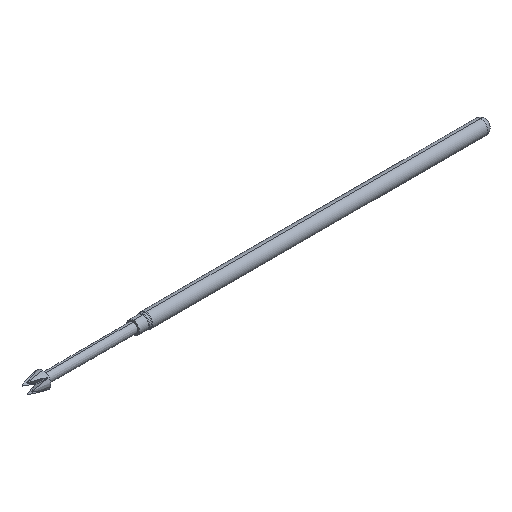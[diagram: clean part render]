
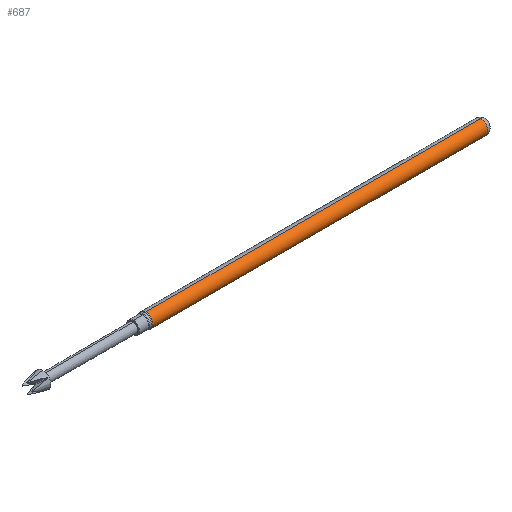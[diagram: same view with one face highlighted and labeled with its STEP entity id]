
A CAD part, isometric view. The second image highlights one B-rep face of the part: STEP entity #687.
In plain terms, the highlighted cylindrical face has radius 0.51 mm (diameter 1.021 mm), a partial arc.
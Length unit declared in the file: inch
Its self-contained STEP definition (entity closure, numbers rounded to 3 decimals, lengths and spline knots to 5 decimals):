
#190 = CARTESIAN_POINT ( 'NONE',  ( 0.98552, 0., -0.0201 ) ) ;
#309 = DIRECTION ( 'NONE',  ( -1., 0., 0. ) ) ;
#577 = VERTEX_POINT ( 'NONE', #3715 ) ;
#687 = ADVANCED_FACE ( 'NONE', ( #1211 ), #1498, .T. ) ;
#695 = AXIS2_PLACEMENT_3D ( 'NONE', #1752, #4004, #1710 ) ;
#827 = VECTOR ( 'NONE', #309, 39.37008 ) ;
#870 = AXIS2_PLACEMENT_3D ( 'NONE', #2539, #1863, #2835 ) ;
#881 = AXIS2_PLACEMENT_3D ( 'NONE', #1552, #3204, #2850 ) ;
#1211 = FACE_OUTER_BOUND ( 'NONE', #3526, .T. ) ;
#1228 = CARTESIAN_POINT ( 'NONE',  ( 0.036, 0., -0.0201 ) ) ;
#1288 = CIRCLE ( 'NONE', #881, 0.0201 ) ;
#1316 = DIRECTION ( 'NONE',  ( -1., 0., 0. ) ) ;
#1498 = CYLINDRICAL_SURFACE ( 'NONE', #870, 0.0201 ) ;
#1552 = CARTESIAN_POINT ( 'NONE',  ( 0.98552, 0., 0. ) ) ;
#1677 = VERTEX_POINT ( 'NONE', #190 ) ;
#1710 = DIRECTION ( 'NONE',  ( 0., 0., 1. ) ) ;
#1752 = CARTESIAN_POINT ( 'NONE',  ( 0.036, 0., 0. ) ) ;
#1777 = VERTEX_POINT ( 'NONE', #1228 ) ;
#1804 = VERTEX_POINT ( 'NONE', #3057 ) ;
#1863 = DIRECTION ( 'NONE',  ( -1., 0., 0. ) ) ;
#1898 = CARTESIAN_POINT ( 'NONE',  ( 0., 0., -0.0201 ) ) ;
#1949 = ORIENTED_EDGE ( 'NONE', *, *, #2980, .T. ) ;
#1959 = CARTESIAN_POINT ( 'NONE',  ( 0., 0., 0.0201 ) ) ;
#2234 = VECTOR ( 'NONE', #1316, 39.37008 ) ;
#2539 = CARTESIAN_POINT ( 'NONE',  ( 0., 0., 0. ) ) ;
#2568 = EDGE_CURVE ( 'NONE', #1677, #577, #1288, .T. ) ;
#2591 = ORIENTED_EDGE ( 'NONE', *, *, #2677, .T. ) ;
#2611 = LINE ( 'NONE', #1959, #2234 ) ;
#2677 = EDGE_CURVE ( 'NONE', #577, #1804, #2611, .T. ) ;
#2835 = DIRECTION ( 'NONE',  ( 0., 0., -1. ) ) ;
#2850 = DIRECTION ( 'NONE',  ( 0., 0., -1. ) ) ;
#2980 = EDGE_CURVE ( 'NONE', #1804, #1777, #2985, .T. ) ;
#2985 = CIRCLE ( 'NONE', #695, 0.0201 ) ;
#3057 = CARTESIAN_POINT ( 'NONE',  ( 0.036, 0., 0.0201 ) ) ;
#3080 = ORIENTED_EDGE ( 'NONE', *, *, #3484, .F. ) ;
#3204 = DIRECTION ( 'NONE',  ( -1., 0., 0. ) ) ;
#3255 = LINE ( 'NONE', #1898, #827 ) ;
#3484 = EDGE_CURVE ( 'NONE', #1677, #1777, #3255, .T. ) ;
#3526 = EDGE_LOOP ( 'NONE', ( #3815, #2591, #1949, #3080 ) ) ;
#3715 = CARTESIAN_POINT ( 'NONE',  ( 0.98552, 0., 0.0201 ) ) ;
#3815 = ORIENTED_EDGE ( 'NONE', *, *, #2568, .T. ) ;
#4004 = DIRECTION ( 'NONE',  ( 1., 0., 0. ) ) ;
